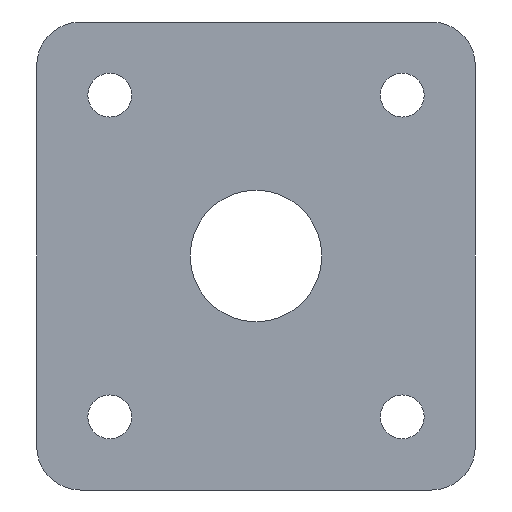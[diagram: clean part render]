
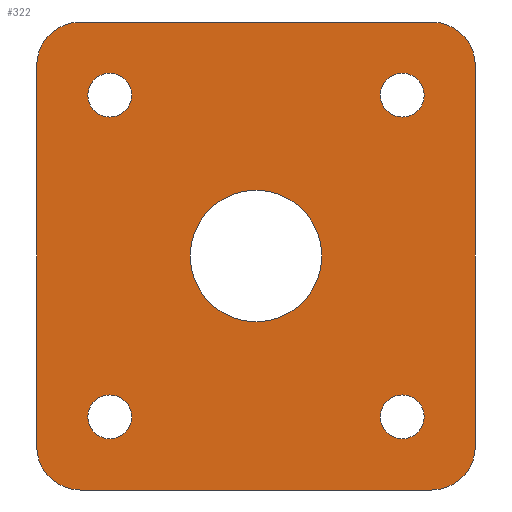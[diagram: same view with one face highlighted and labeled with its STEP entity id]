
A CAD part, front view. The second image highlights one B-rep face of the part: STEP entity #322.
In plain terms, the highlighted planar face has unit normal (0, -1, 0).
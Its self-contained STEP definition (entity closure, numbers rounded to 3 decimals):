
#21=FACE_BOUND('',#73,.T.);
#22=FACE_BOUND('',#74,.T.);
#23=FACE_BOUND('',#75,.T.);
#24=FACE_BOUND('',#76,.T.);
#25=FACE_BOUND('',#77,.T.);
#32=PLANE('',#373);
#49=FACE_OUTER_BOUND('',#72,.T.);
#72=EDGE_LOOP('',(#283,#284,#285,#286,#287,#288,#289,#290));
#73=EDGE_LOOP('',(#291));
#74=EDGE_LOOP('',(#292));
#75=EDGE_LOOP('',(#293));
#76=EDGE_LOOP('',(#294));
#77=EDGE_LOOP('',(#295));
#84=LINE('',#508,#106);
#90=LINE('',#523,#112);
#98=LINE('',#556,#120);
#99=LINE('',#558,#121);
#106=VECTOR('',#408,10.);
#112=VECTOR('',#424,10.);
#120=VECTOR('',#466,10.);
#121=VECTOR('',#469,10.);
#122=CIRCLE('',#338,3.);
#132=CIRCLE('',#351,3.);
#133=CIRCLE('',#353,3.);
#134=CIRCLE('',#356,3.);
#137=CIRCLE('',#362,1.5);
#138=CIRCLE('',#364,1.5);
#139=CIRCLE('',#366,4.5);
#140=CIRCLE('',#368,1.5);
#141=CIRCLE('',#370,1.5);
#142=VERTEX_POINT('',#474);
#143=VERTEX_POINT('',#475);
#157=VERTEX_POINT('',#507);
#158=VERTEX_POINT('',#511);
#159=VERTEX_POINT('',#515);
#160=VERTEX_POINT('',#516);
#161=VERTEX_POINT('',#521);
#162=VERTEX_POINT('',#525);
#165=VERTEX_POINT('',#536);
#166=VERTEX_POINT('',#540);
#167=VERTEX_POINT('',#544);
#168=VERTEX_POINT('',#548);
#169=VERTEX_POINT('',#552);
#170=EDGE_CURVE('',#142,#143,#122,.T.);
#186=EDGE_CURVE('',#157,#143,#84,.T.);
#188=EDGE_CURVE('',#157,#158,#132,.T.);
#190=EDGE_CURVE('',#159,#160,#133,.T.);
#194=EDGE_CURVE('',#159,#161,#90,.T.);
#195=EDGE_CURVE('',#162,#161,#134,.T.);
#200=EDGE_CURVE('',#165,#165,#137,.T.);
#202=EDGE_CURVE('',#166,#166,#138,.T.);
#204=EDGE_CURVE('',#167,#167,#139,.T.);
#206=EDGE_CURVE('',#168,#168,#140,.T.);
#208=EDGE_CURVE('',#169,#169,#141,.T.);
#210=EDGE_CURVE('',#162,#158,#98,.T.);
#211=EDGE_CURVE('',#142,#160,#99,.T.);
#283=ORIENTED_EDGE('',*,*,#170,.F.);
#284=ORIENTED_EDGE('',*,*,#211,.T.);
#285=ORIENTED_EDGE('',*,*,#190,.F.);
#286=ORIENTED_EDGE('',*,*,#194,.T.);
#287=ORIENTED_EDGE('',*,*,#195,.F.);
#288=ORIENTED_EDGE('',*,*,#210,.T.);
#289=ORIENTED_EDGE('',*,*,#188,.F.);
#290=ORIENTED_EDGE('',*,*,#186,.T.);
#291=ORIENTED_EDGE('',*,*,#208,.T.);
#292=ORIENTED_EDGE('',*,*,#206,.T.);
#293=ORIENTED_EDGE('',*,*,#204,.T.);
#294=ORIENTED_EDGE('',*,*,#202,.T.);
#295=ORIENTED_EDGE('',*,*,#200,.T.);
#322=ADVANCED_FACE('',(#49,#21,#22,#23,#24,#25),#32,.T.);
#338=AXIS2_PLACEMENT_3D('',#476,#378,#379);
#351=AXIS2_PLACEMENT_3D('',#512,#412,#413);
#353=AXIS2_PLACEMENT_3D('',#517,#417,#418);
#356=AXIS2_PLACEMENT_3D('',#526,#427,#428);
#362=AXIS2_PLACEMENT_3D('',#537,#441,#442);
#364=AXIS2_PLACEMENT_3D('',#541,#446,#447);
#366=AXIS2_PLACEMENT_3D('',#545,#451,#452);
#368=AXIS2_PLACEMENT_3D('',#549,#456,#457);
#370=AXIS2_PLACEMENT_3D('',#553,#461,#462);
#373=AXIS2_PLACEMENT_3D('',#559,#470,#471);
#378=DIRECTION('center_axis',(0.,1.,0.));
#379=DIRECTION('ref_axis',(-0.707,0.,-0.707));
#408=DIRECTION('',(0.,0.,-1.));
#412=DIRECTION('center_axis',(0.,1.,0.));
#413=DIRECTION('ref_axis',(-0.707,0.,0.707));
#417=DIRECTION('center_axis',(0.,1.,0.));
#418=DIRECTION('ref_axis',(0.707,0.,-0.707));
#424=DIRECTION('',(0.,0.,1.));
#427=DIRECTION('center_axis',(0.,1.,0.));
#428=DIRECTION('ref_axis',(0.707,0.,0.707));
#441=DIRECTION('center_axis',(0.,1.,0.));
#442=DIRECTION('ref_axis',(1.,0.,0.));
#446=DIRECTION('center_axis',(0.,1.,0.));
#447=DIRECTION('ref_axis',(1.,0.,0.));
#451=DIRECTION('center_axis',(0.,1.,0.));
#452=DIRECTION('ref_axis',(1.,0.,0.));
#456=DIRECTION('center_axis',(0.,1.,0.));
#457=DIRECTION('ref_axis',(1.,0.,0.));
#461=DIRECTION('center_axis',(0.,1.,0.));
#462=DIRECTION('ref_axis',(1.,0.,0.));
#466=DIRECTION('',(-1.,0.,0.));
#469=DIRECTION('',(1.,0.,0.));
#470=DIRECTION('center_axis',(0.,-1.,0.));
#471=DIRECTION('ref_axis',(1.,0.,0.));
#474=CARTESIAN_POINT('',(43.,7.,14.));
#475=CARTESIAN_POINT('',(40.,7.,17.));
#476=CARTESIAN_POINT('Origin',(43.,7.,17.));
#507=CARTESIAN_POINT('',(40.,7.,43.));
#508=CARTESIAN_POINT('',(40.,7.,14.));
#511=CARTESIAN_POINT('',(43.,7.,46.));
#512=CARTESIAN_POINT('Origin',(43.,7.,43.));
#515=CARTESIAN_POINT('',(70.,7.,17.));
#516=CARTESIAN_POINT('',(67.,7.,14.));
#517=CARTESIAN_POINT('Origin',(67.,7.,17.));
#521=CARTESIAN_POINT('',(70.,7.,43.));
#523=CARTESIAN_POINT('',(70.,7.,46.));
#525=CARTESIAN_POINT('',(67.,7.,46.));
#526=CARTESIAN_POINT('Origin',(67.,7.,43.));
#536=CARTESIAN_POINT('',(43.5,7.,41.));
#537=CARTESIAN_POINT('Origin',(45.,7.,41.));
#540=CARTESIAN_POINT('',(63.5,7.,19.));
#541=CARTESIAN_POINT('Origin',(65.,7.,19.));
#544=CARTESIAN_POINT('',(50.5,7.,30.));
#545=CARTESIAN_POINT('Origin',(55.,7.,30.));
#548=CARTESIAN_POINT('',(63.5,7.,41.));
#549=CARTESIAN_POINT('Origin',(65.,7.,41.));
#552=CARTESIAN_POINT('',(43.5,7.,19.));
#553=CARTESIAN_POINT('Origin',(45.,7.,19.));
#556=CARTESIAN_POINT('',(40.,7.,46.));
#558=CARTESIAN_POINT('',(70.,7.,14.));
#559=CARTESIAN_POINT('Origin',(55.,7.,30.));
